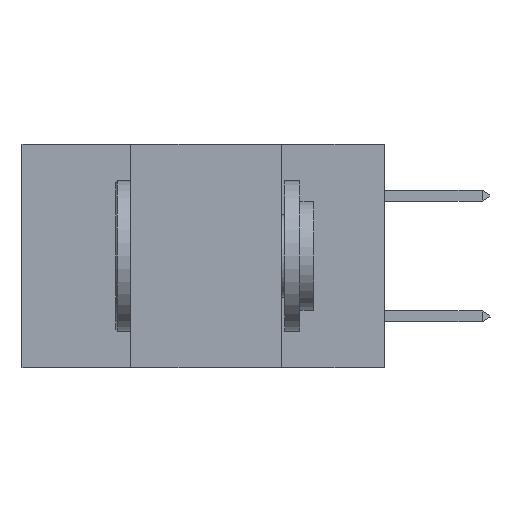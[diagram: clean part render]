
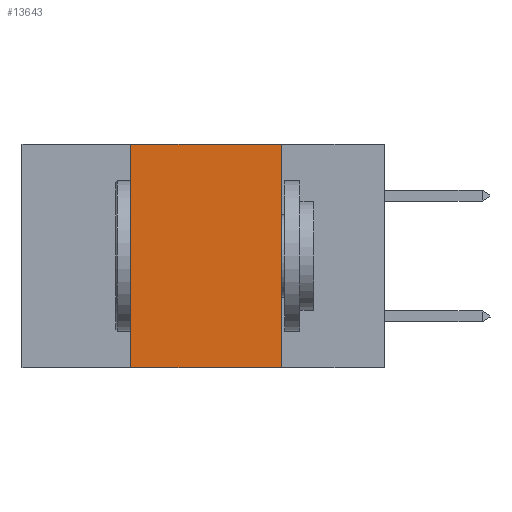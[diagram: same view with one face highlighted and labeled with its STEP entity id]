
A CAD part, left-side view. The second image highlights one B-rep face of the part: STEP entity #13643.
In plain terms, the highlighted planar face has unit normal (-1, 0, 0).
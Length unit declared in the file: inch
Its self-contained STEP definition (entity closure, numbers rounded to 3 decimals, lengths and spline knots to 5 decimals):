
#91 = VERTEX_POINT ( 'NONE', #10818 ) ;
#1039 = EDGE_CURVE ( 'NONE', #12807, #12478, #9121, .T. ) ;
#2011 = EDGE_CURVE ( 'NONE', #5167, #12478, #5629, .T. ) ;
#2134 = DIRECTION ( 'NONE',  ( 0., 0., 1. ) ) ;
#2157 = DIRECTION ( 'NONE',  ( 0., -1., 0. ) ) ;
#2287 = CARTESIAN_POINT ( 'NONE',  ( 0., 0.42, 0. ) ) ;
#2341 = LINE ( 'NONE', #2287, #4189 ) ;
#3266 = PLANE ( 'NONE',  #6498 ) ;
#3331 = CARTESIAN_POINT ( 'NONE',  ( 0., 0.6, -0.37 ) ) ;
#3680 = CARTESIAN_POINT ( 'NONE',  ( 0., 0.17, 0. ) ) ;
#4189 = VECTOR ( 'NONE', #2134, 39.37008 ) ;
#4495 = VECTOR ( 'NONE', #11826, 39.37008 ) ;
#5167 = VERTEX_POINT ( 'NONE', #6311 ) ;
#5228 = DIRECTION ( 'NONE',  ( 0., 0., -1. ) ) ;
#5629 = LINE ( 'NONE', #3331, #4495 ) ;
#6311 = CARTESIAN_POINT ( 'NONE',  ( 0., 0.42, -0.37 ) ) ;
#6498 = AXIS2_PLACEMENT_3D ( 'NONE', #8165, #9091, #5228 ) ;
#6641 = EDGE_CURVE ( 'NONE', #5167, #91, #2341, .T. ) ;
#7067 = FACE_OUTER_BOUND ( 'NONE', #8343, .T. ) ;
#7397 = CARTESIAN_POINT ( 'NONE',  ( 0., 0.17, -0.37 ) ) ;
#8165 = CARTESIAN_POINT ( 'NONE',  ( 0., 0.6, 0. ) ) ;
#8343 = EDGE_LOOP ( 'NONE', ( #12698, #14511, #11068, #11787 ) ) ;
#9091 = DIRECTION ( 'NONE',  ( 1., 0., 0. ) ) ;
#9121 = LINE ( 'NONE', #13926, #12876 ) ;
#9242 = CARTESIAN_POINT ( 'NONE',  ( 0., 0.6, 0. ) ) ;
#9812 = EDGE_CURVE ( 'NONE', #91, #12807, #11671, .T. ) ;
#10818 = CARTESIAN_POINT ( 'NONE',  ( 0., 0.42, 0. ) ) ;
#11068 = ORIENTED_EDGE ( 'NONE', *, *, #6641, .F. ) ;
#11671 = LINE ( 'NONE', #9242, #12976 ) ;
#11787 = ORIENTED_EDGE ( 'NONE', *, *, #2011, .T. ) ;
#11826 = DIRECTION ( 'NONE',  ( 0., -1., 0. ) ) ;
#12478 = VERTEX_POINT ( 'NONE', #7397 ) ;
#12698 = ORIENTED_EDGE ( 'NONE', *, *, #1039, .F. ) ;
#12807 = VERTEX_POINT ( 'NONE', #3680 ) ;
#12876 = VECTOR ( 'NONE', #14915, 39.37008 ) ;
#12976 = VECTOR ( 'NONE', #2157, 39.37008 ) ;
#13643 = ADVANCED_FACE ( 'NONE', ( #7067 ), #3266, .F. ) ;
#13926 = CARTESIAN_POINT ( 'NONE',  ( 0., 0.17, 0. ) ) ;
#14511 = ORIENTED_EDGE ( 'NONE', *, *, #9812, .F. ) ;
#14915 = DIRECTION ( 'NONE',  ( 0., 0., -1. ) ) ;
